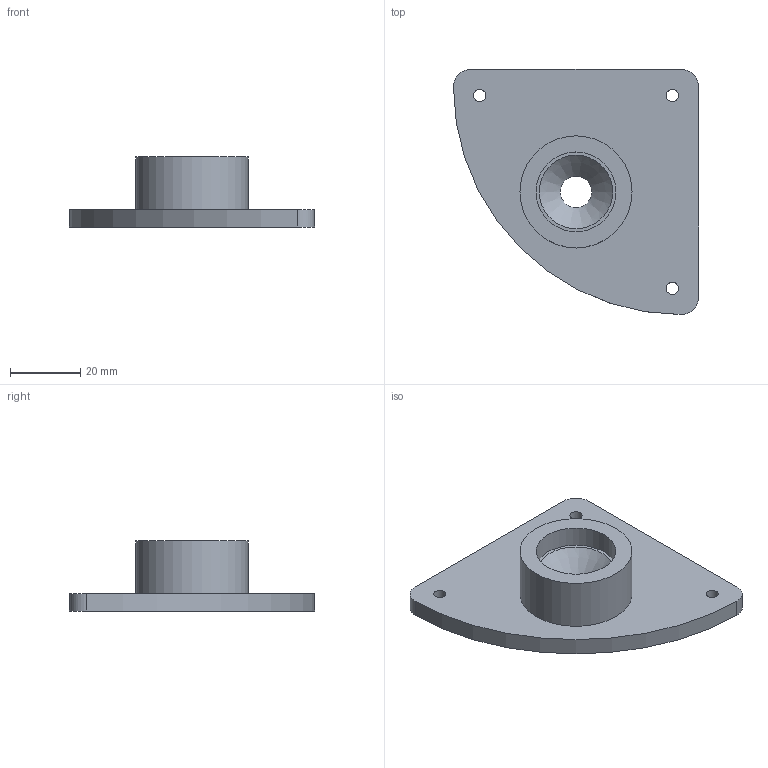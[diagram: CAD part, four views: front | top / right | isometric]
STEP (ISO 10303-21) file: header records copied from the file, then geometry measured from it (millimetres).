
FILE_DESCRIPTION(/* description */ (''),/* implementation_level */ '2;1');
FILE_NAME(/* name */ 'base rolamentos engrenagem v4.step',/* time_stamp */ '2018-08-14T21:14:39-03:00',/* author */ ('vpeiter'),/* organization */ (''),/* preprocessor_version */ 'ST-DEVELOPER v17',/* originating_system */ 'Autodesk Translation Framework v7.1.0.215',/* authorisation */ '');
FILE_SCHEMA (('AUTOMOTIVE_DESIGN { 1 0 10303 214 3 1 1 }'));
Length unit declared in the file: millimetre
Products named in the file (1): base rolamentos engrenagem
Bounding box: 70 x 70 x 20 mm (x, y, z)
Volume: 26477.9 mm3; surface area: 11456.3 mm2
Topology: 1 solids, 1 shells, 20 faces, 43 edges, 28 vertices
Faces by surface type: cylinder 11, plane 7, cone 2
Full cylindrical faces by diameter (mm): 3.5 x3, 9 x1, 22.8 x2, 32 x1
Entity records: 604 total; most frequent: DIRECTION 109, CARTESIAN_POINT 92, ORIENTED_EDGE 86, AXIS2_PLACEMENT_3D 45, EDGE_CURVE 43, EDGE_LOOP 31, VERTEX_POINT 28, CIRCLE 24
